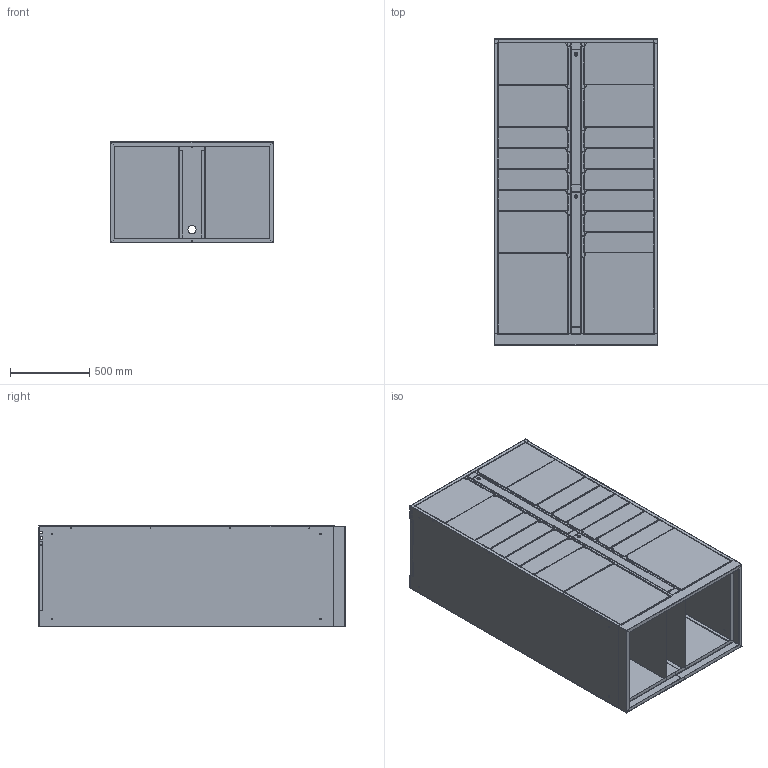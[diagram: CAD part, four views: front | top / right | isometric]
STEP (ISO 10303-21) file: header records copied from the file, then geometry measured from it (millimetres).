
FILE_DESCRIPTION (( 'STEP AP203' ), '1' );
FILE_NAME ('Add on unit.STEP', '2015-12-02T17:44:18', ( '' ), ( '' ), 'SwSTEP 2.0', 'SolidWorks 2013', '' );
FILE_SCHEMA (( 'CONFIG_CONTROL_DESIGN' ));
Products named in the file (1): Add on unit
Bounding box: 1028.72 x 1927.03 x 641.99 mm (x, y, z)
Volume: 15837854.9 mm3; surface area: 20528635.4 mm2
Topology: 1 solids, 1 shells, 2978 faces, 8646 edges, 5537 vertices
Faces by surface type: plane 1835, cylinder 872, bspline 255, cone 16
Entity records: 108315 total; most frequent: CARTESIAN_POINT 30418, ORIENTED_EDGE 17292, DIRECTION 14582, EDGE_CURVE 8646, VECTOR 6504, LINE 6504, VERTEX_POINT 5537, AXIS2_PLACEMENT_3D 4039
